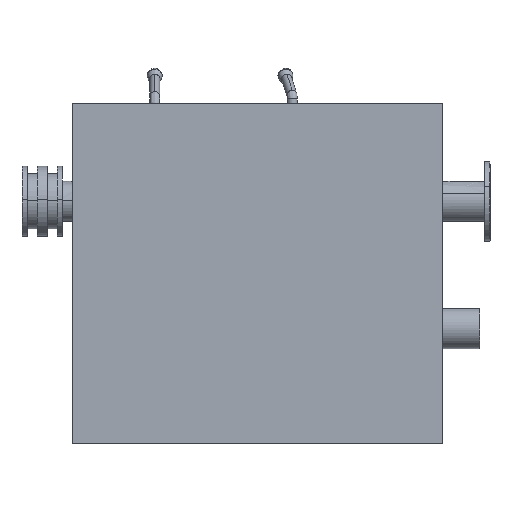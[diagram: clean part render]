
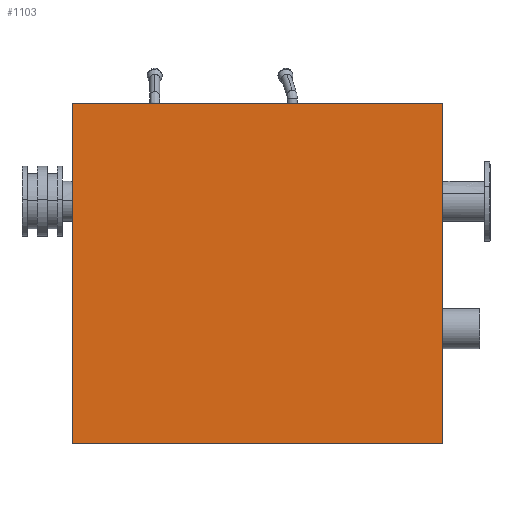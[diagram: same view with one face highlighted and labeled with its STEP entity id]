
A CAD part, front view. The second image highlights one B-rep face of the part: STEP entity #1103.
In plain terms, the highlighted free-form (B-spline) face has degree [1, 1] with [2, 2] control points.
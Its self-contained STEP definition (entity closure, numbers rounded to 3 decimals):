
#903 = EDGE_CURVE('',#904,#906,#908,.T.);
#904 = VERTEX_POINT('',#905);
#905 = CARTESIAN_POINT('',(47.004,9.822,
    59.881));
#906 = VERTEX_POINT('',#907);
#907 = CARTESIAN_POINT('',(47.004,9.822,
    11.677));
#908 = B_SPLINE_CURVE_WITH_KNOTS('',1,(#909,#910),.UNSPECIFIED.,.F.,.F.,
  (2,2),(-34.,-0.),.PIECEWISE_BEZIER_KNOTS.);
#909 = CARTESIAN_POINT('',(47.004,9.822,
    59.881));
#910 = CARTESIAN_POINT('',(47.004,9.822,
    11.677));
#939 = EDGE_CURVE('',#906,#940,#942,.T.);
#940 = VERTEX_POINT('',#941);
#941 = CARTESIAN_POINT('',(-5.452,9.822,
    11.677));
#942 = B_SPLINE_CURVE_WITH_KNOTS('',1,(#943,#944),.UNSPECIFIED.,.F.,.F.,
  (2,2),(-37.,-0.),.PIECEWISE_BEZIER_KNOTS.);
#943 = CARTESIAN_POINT('',(47.004,9.822,
    11.677));
#944 = CARTESIAN_POINT('',(-5.452,9.822,
    11.677));
#989 = EDGE_CURVE('',#940,#990,#992,.T.);
#990 = VERTEX_POINT('',#991);
#991 = CARTESIAN_POINT('',(-5.452,9.822,
    59.881));
#992 = B_SPLINE_CURVE_WITH_KNOTS('',1,(#993,#994),.UNSPECIFIED.,.F.,.F.,
  (2,2),(0.,34.),.PIECEWISE_BEZIER_KNOTS.);
#993 = CARTESIAN_POINT('',(-5.452,9.822,
    11.677));
#994 = CARTESIAN_POINT('',(-5.452,9.822,
    59.881));
#1061 = EDGE_CURVE('',#990,#904,#1062,.T.);
#1062 = B_SPLINE_CURVE_WITH_KNOTS('',1,(#1063,#1064),.UNSPECIFIED.,.F.,
  .F.,(2,2),(0.,37.),.PIECEWISE_BEZIER_KNOTS.);
#1063 = CARTESIAN_POINT('',(-5.452,9.822,
    59.881));
#1064 = CARTESIAN_POINT('',(47.004,9.822,
    59.881));
#1103 = ADVANCED_FACE('',(#1104),#1110,.F.);
#1104 = FACE_BOUND('',#1105,.T.);
#1105 = EDGE_LOOP('',(#1106,#1107,#1108,#1109));
#1106 = ORIENTED_EDGE('',*,*,#989,.F.);
#1107 = ORIENTED_EDGE('',*,*,#939,.F.);
#1108 = ORIENTED_EDGE('',*,*,#903,.F.);
#1109 = ORIENTED_EDGE('',*,*,#1061,.F.);
#1110 = B_SPLINE_SURFACE_WITH_KNOTS('',1,1,(
    (#1111,#1112)
    ,(#1113,#1114
    )),.UNSPECIFIED.,.F.,.F.,.F.,(2,2),(2,2),(-17.,17.),(-18.5,18.5),
  .PIECEWISE_BEZIER_KNOTS.);
#1111 = CARTESIAN_POINT('',(-5.452,9.822,
    11.677));
#1112 = CARTESIAN_POINT('',(47.004,9.822,
    11.677));
#1113 = CARTESIAN_POINT('',(-5.452,9.822,
    59.881));
#1114 = CARTESIAN_POINT('',(47.004,9.822,
    59.881));
